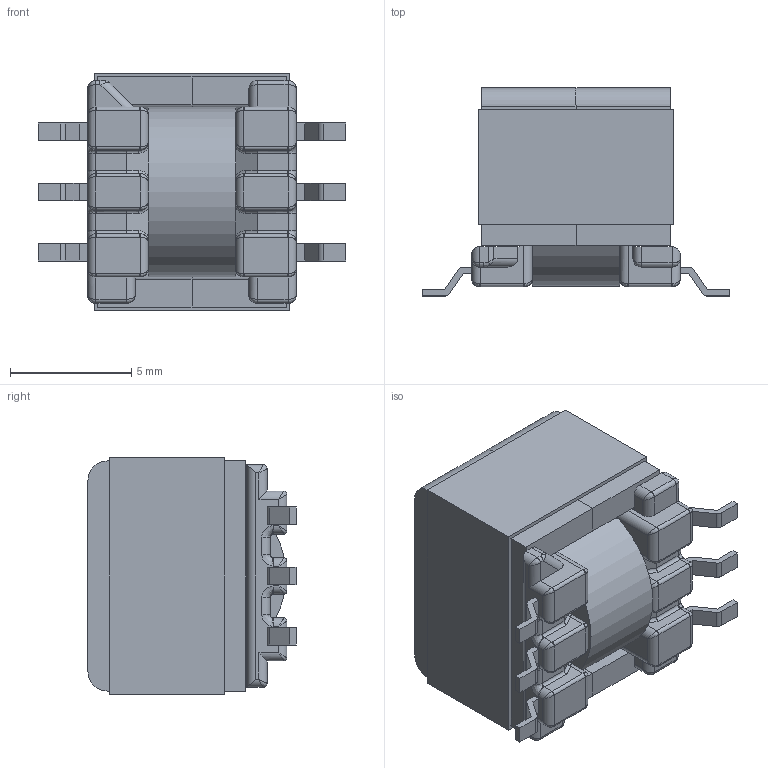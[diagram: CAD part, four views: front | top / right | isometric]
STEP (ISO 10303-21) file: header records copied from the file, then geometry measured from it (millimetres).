
FILE_DESCRIPTION (( 'STEP AP214' ), '1' );
FILE_NAME ('EP7_5801.STEP', '2019-01-31T19:38:58', ( '' ), ( '' ), 'SwSTEP 2.0', 'SolidWorks 2017', '' );
FILE_SCHEMA (( 'AUTOMOTIVE_DESIGN' ));
Length unit declared in the file: millimetre
Products named in the file (5): 070-5801_6A; EP7_5801; 440-9986-2365; 150-2365_6A; 070-5801_coil
Assembly tree (5 placements, depth 2):
  EP7_5801
    070-5801_6A
    070-5801_coil
    150-2365_6A  x2
    440-9986-2365
Bounding box: 12.7 x 8.59 x 9.78 mm (x, y, z)
Volume: 513.6 mm3; surface area: 1504.4 mm2
Topology: 5 solids, 5 shells, 340 faces, 853 edges, 493 vertices
Faces by surface type: plane 132, cylinder 124, bspline 49, torus 35
Entity records: 11627 total; most frequent: CARTESIAN_POINT 3403, ORIENTED_EDGE 1554, DIRECTION 1445, EDGE_CURVE 777, AXIS2_PLACEMENT_3D 507, VERTEX_POINT 469, VECTOR 431, LINE 431
